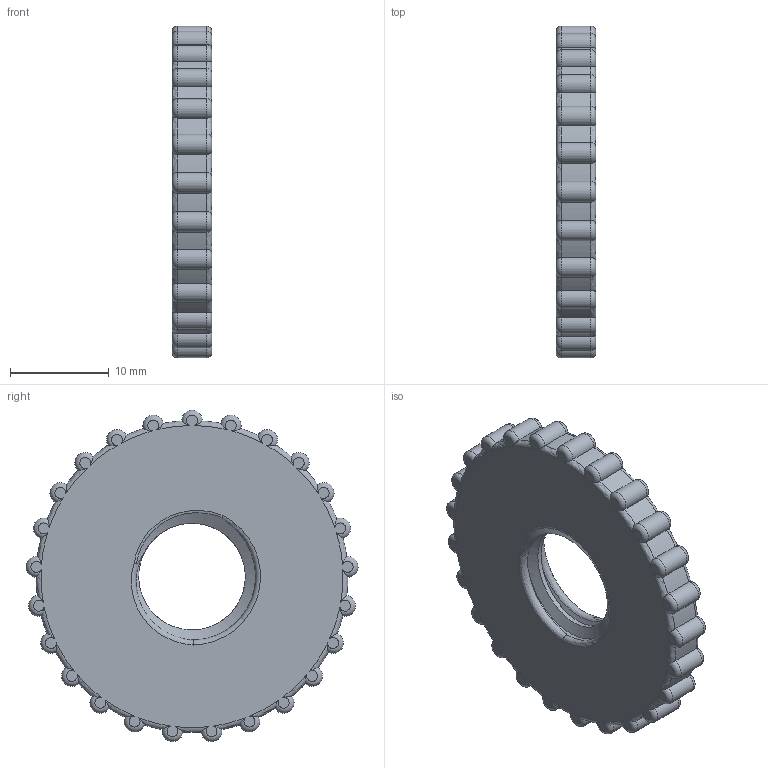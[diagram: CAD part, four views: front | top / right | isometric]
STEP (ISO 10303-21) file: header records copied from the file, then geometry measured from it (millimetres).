
FILE_DESCRIPTION(/* description */ ('','CAx-IF Rec.Pracs.---Representation and Presentation of Product Manufacturing Information (PMI)---4.0---2014-10-13'),/* implementation_level */ '2;1');
FILE_NAME(/* name */ 'Nut.step',/* time_stamp */ '2024-12-16T17:44:03+09:00',/* author */ (''),/* organization */ (''),/* preprocessor_version */ 'ST-DEVELOPER v20',/* originating_system */ 'Autodesk Translation Framework v13.20.0.188',/* authorisation */ '');
FILE_SCHEMA (('AP242_MANAGED_MODEL_BASED_3D_ENGINEERING_MIM_LF { 1 0 10303 442 1 1 4 }'));
Length unit declared in the file: millimetre
Products named in the file (1): Nut
Bounding box: 4 x 33.54 x 33.47 mm (x, y, z)
Volume: 2835.9 mm3; surface area: 2084.5 mm2
Topology: 1 solids, 1 shells, 167 faces, 396 edges, 231 vertices
Faces by surface type: torus 103, cylinder 56, bspline 6, plane 2
Full cylindrical faces by diameter (mm): 10.787 x1, 12.838 x1
Entity records: 6726 total; most frequent: CARTESIAN_POINT 2990, ORIENTED_EDGE 792, DIRECTION 790, EDGE_CURVE 396, AXIS2_PLACEMENT_3D 368, VERTEX_POINT 231, CIRCLE 206, EDGE_LOOP 169
